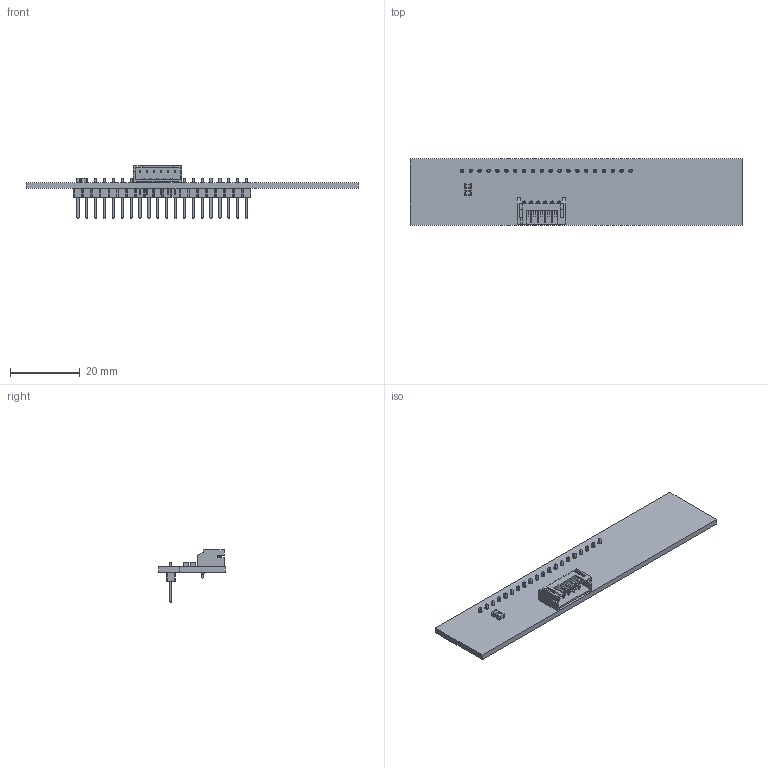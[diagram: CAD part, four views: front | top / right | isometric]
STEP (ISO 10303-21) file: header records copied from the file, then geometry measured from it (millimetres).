
FILE_DESCRIPTION(('KiCad electronic assembly'),'2;1');
FILE_NAME('V1.0 LCD Display Board.step','2024-12-17T22:01:22',('Pcbnew') ,('Kicad'),'Open CASCADE STEP processor 7.8','KiCad to STEP converter' ,'Unknown');
FILE_SCHEMA(('AUTOMOTIVE_DESIGN { 1 0 10303 214 1 1 1 1 }'));
Length unit declared in the file: millimetre
Products named in the file (8): V1.0 LCD Display Board 1; C_0805_2012Metric; JST_PH_S6B-PH-K_1x06_P2.00mm_Horizontal; JST_S6B_PH_K; PinHeader_1x20_P2.54mm_Vertical; PinHeader_1x20_P254mm_Vertical; _autosave-display_connector_PCB
Assembly tree (8 placements, depth 3):
  V1.0 LCD Display Board 1
    C_0805_2012Metric  x2
      C_0805_2012Metric
    JST_PH_S6B-PH-K_1x06_P2.00mm_Horizontal
      JST_S6B_PH_K
    PinHeader_1x20_P2.54mm_Vertical
      PinHeader_1x20_P254mm_Vertical
    _autosave-display_connector_PCB
Bounding box: 95 x 19 x 15.09 mm (x, y, z)
Volume: 3448.1 mm3; surface area: 5663.4 mm2
Topology: 5 solids, 5 shells, 811 faces, 2043 edges, 1294 vertices
Faces by surface type: plane 747, cylinder 64
Full cylindrical faces by diameter (mm): 0.75 x6, 1 x20
Entity records: 28295 total; most frequent: CARTESIAN_POINT 4009, ORIENTED_EDGE 3942, DIRECTION 3659, EDGE_CURVE 1971, LINE 1867, VECTOR 1867, VERTEX_POINT 1246, AXIS2_PLACEMENT_3D 896
